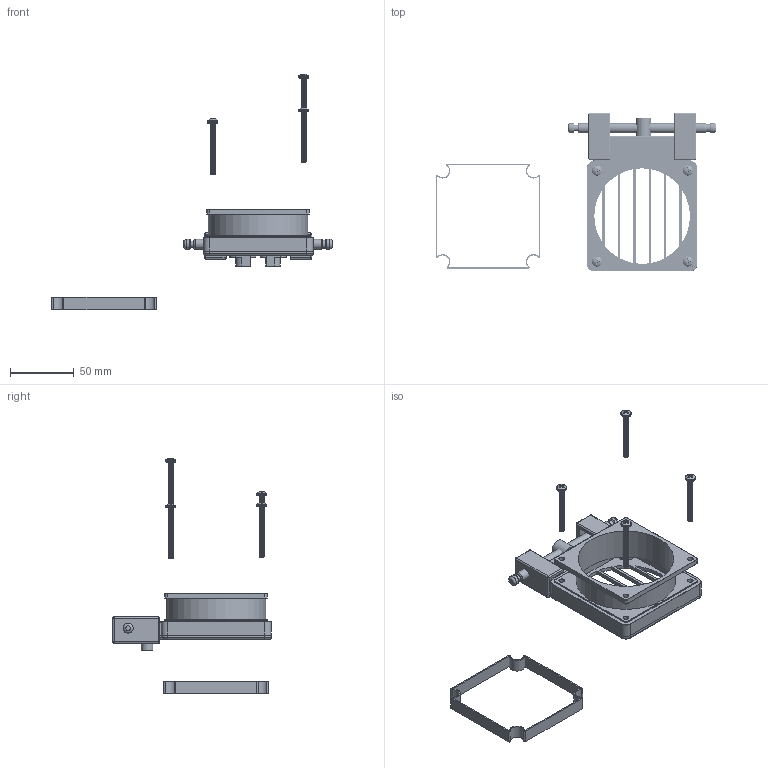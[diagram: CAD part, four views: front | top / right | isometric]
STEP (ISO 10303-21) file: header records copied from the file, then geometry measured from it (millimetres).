
FILE_DESCRIPTION(/* description */ (''),/* implementation_level */ '2;1');
FILE_NAME(/* name */ 'FumesExtractor.step',/* time_stamp */ '2017-02-01T14:58:18+01:00',/* author */ (''),/* organization */ (''),/* preprocessor_version */ 'ST-DEVELOPER v16.5',/* originating_system */ 'Autodesk Translation Framework v5.2.0.2920',/* authorisation */ '');
FILE_SCHEMA (('AUTOMOTIVE_DESIGN { 1 0 10303 214 3 1 1 }'));
Length unit declared in the file: millimetre
Products named in the file (15): FumeExtractor v33; Fan; Filter Box; Front; Back whole; Support; Foam Cutter; DC Socket Panel Mount v7; Support Hinges; Slide Lock; Right; Left; Screws; original; DC Socket Panel Mount v7(Mirror) (1)
Assembly tree (17 placements, depth 4):
  FumeExtractor v33
    Fan
    Filter Box
      Front
      Back whole
    Support
    Foam Cutter
    DC Socket Panel Mount v7
    Support Hinges
      Slide Lock
        Right
        Left
    Screws
      original  x4
    DC Socket Panel Mount v7(Mirror) (1)
Bounding box: 220.32 x 124.19 x 184.75 mm (x, y, z)
Volume: 82836.6 mm3; surface area: 77214.8 mm2
Topology: 17 solids, 17 shells, 523 faces, 1314 edges, 844 vertices
Faces by surface type: plane 256, cylinder 177, torus 36, sphere 20, cone 20, bspline 14
Full cylindrical faces by diameter (mm): 1.88 x4, 2.48 x8, 4.4 x16, 4.846 x1, 6.206 x1, 7.7 x3, 7.9 x2, 8 x4, 12.1 x1, 75 x1, 78 x1
Entity records: 23139 total; most frequent: CARTESIAN_POINT 12523, DIRECTION 2273, ORIENTED_EDGE 2000, EDGE_CURVE 1000, AXIS2_PLACEMENT_3D 848, VERTEX_POINT 662, LINE 577, VECTOR 577
